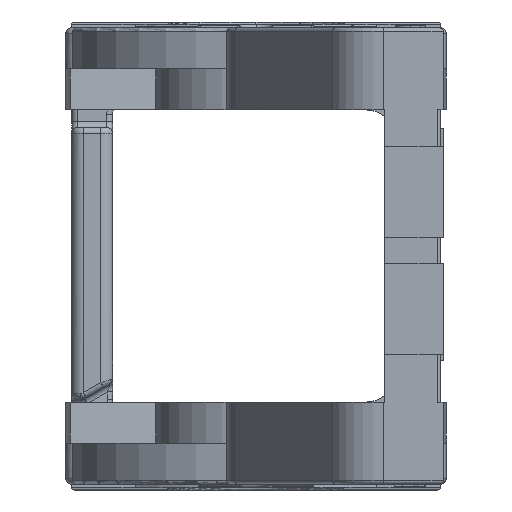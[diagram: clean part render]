
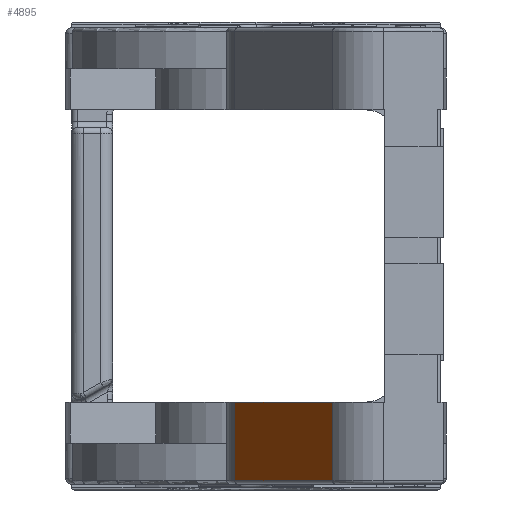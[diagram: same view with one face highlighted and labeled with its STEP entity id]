
A CAD part, left-side view. The second image highlights one B-rep face of the part: STEP entity #4895.
In plain terms, the highlighted planar face has unit normal (-0.504, 0.864, 0).
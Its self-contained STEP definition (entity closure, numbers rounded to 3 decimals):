
#1051 = CARTESIAN_POINT ( 'NONE',  ( 18.25, -8., -5. ) ) ;
#3759 = DIRECTION ( 'NONE',  ( 0.504, -0.864, 0. ) ) ;
#3806 = CARTESIAN_POINT ( 'NONE',  ( 35.082, 1.819, -12. ) ) ;
#3965 = VECTOR ( 'NONE', #7631, 1000. ) ;
#4648 = LINE ( 'NONE', #1051, #16442 ) ;
#4895 = ADVANCED_FACE ( 'NONE', ( #5707 ), #16513, .F. ) ;
#5707 = FACE_OUTER_BOUND ( 'NONE', #12738, .T. ) ;
#5922 = DIRECTION ( 'NONE',  ( 0., 0., 1. ) ) ;
#6660 = ORIENTED_EDGE ( 'NONE', *, *, #11685, .T. ) ;
#7631 = DIRECTION ( 'NONE',  ( 0., 0., -1. ) ) ;
#7838 = CARTESIAN_POINT ( 'NONE',  ( 20.731, -6.553, -12. ) ) ;
#9648 = CARTESIAN_POINT ( 'NONE',  ( 20.731, -6.553, -11.7 ) ) ;
#9762 = DIRECTION ( 'NONE',  ( -0.864, -0.504, 0. ) ) ;
#11076 = LINE ( 'NONE', #7838, #3965 ) ;
#11685 = EDGE_CURVE ( 'NONE', #18645, #29942, #13384, .T. ) ;
#12738 = EDGE_LOOP ( 'NONE', ( #20966, #6660, #18980, #15352 ) ) ;
#13384 = LINE ( 'NONE', #9648, #20842 ) ;
#15352 = ORIENTED_EDGE ( 'NONE', *, *, #24297, .F. ) ;
#16442 = VECTOR ( 'NONE', #28495, 1000. ) ;
#16513 = PLANE ( 'NONE',  #22900 ) ;
#18645 = VERTEX_POINT ( 'NONE', #20745 ) ;
#18704 = EDGE_CURVE ( 'NONE', #18645, #28973, #21227, .T. ) ;
#18980 = ORIENTED_EDGE ( 'NONE', *, *, #29627, .F. ) ;
#19264 = DIRECTION ( 'NONE',  ( 0.864, 0.504, 0. ) ) ;
#20745 = CARTESIAN_POINT ( 'NONE',  ( 35.082, 1.819, -11.7 ) ) ;
#20842 = VECTOR ( 'NONE', #9762, 1000. ) ;
#20966 = ORIENTED_EDGE ( 'NONE', *, *, #18704, .F. ) ;
#21227 = LINE ( 'NONE', #3806, #28258 ) ;
#21941 = CARTESIAN_POINT ( 'NONE',  ( 20.731, -6.553, -11.7 ) ) ;
#21977 = VERTEX_POINT ( 'NONE', #22275 ) ;
#22275 = CARTESIAN_POINT ( 'NONE',  ( 20.731, -6.553, -5. ) ) ;
#22900 = AXIS2_PLACEMENT_3D ( 'NONE', #23862, #3759, #19264 ) ;
#23862 = CARTESIAN_POINT ( 'NONE',  ( 18.25, -8., -12. ) ) ;
#24297 = EDGE_CURVE ( 'NONE', #28973, #21977, #4648, .T. ) ;
#26024 = CARTESIAN_POINT ( 'NONE',  ( 35.082, 1.819, -5. ) ) ;
#28258 = VECTOR ( 'NONE', #5922, 1000. ) ;
#28495 = DIRECTION ( 'NONE',  ( -0.864, -0.504, 0. ) ) ;
#28973 = VERTEX_POINT ( 'NONE', #26024 ) ;
#29627 = EDGE_CURVE ( 'NONE', #21977, #29942, #11076, .T. ) ;
#29942 = VERTEX_POINT ( 'NONE', #21941 ) ;
